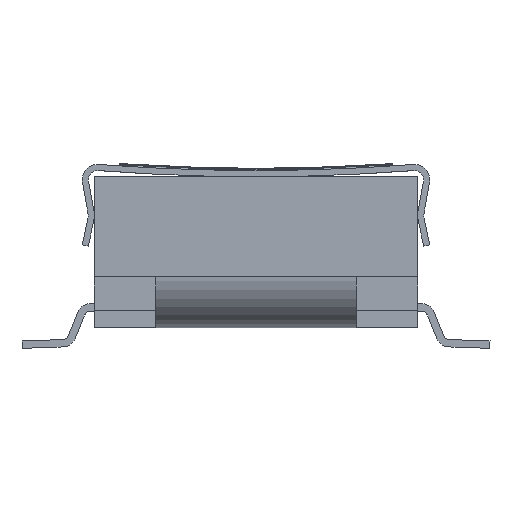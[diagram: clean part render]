
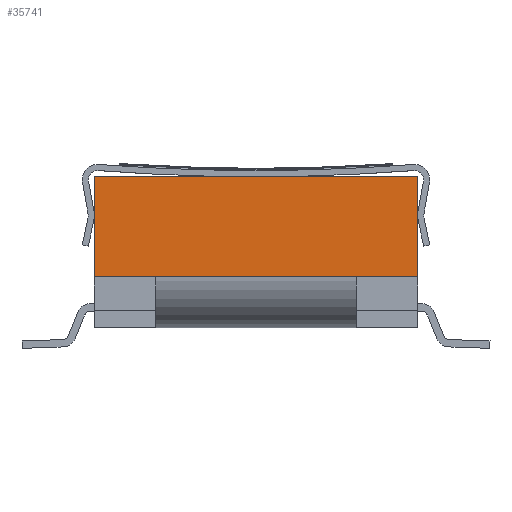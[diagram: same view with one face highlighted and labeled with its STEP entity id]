
A CAD part, front view. The second image highlights one B-rep face of the part: STEP entity #35741.
In plain terms, the highlighted planar face has unit normal (0, -1, 0).
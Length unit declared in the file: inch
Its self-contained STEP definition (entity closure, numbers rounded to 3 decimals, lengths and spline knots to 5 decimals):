
#852 = EDGE_CURVE ( 'NONE', #10659, #23017, #37007, .T. ) ;
#1069 = DIRECTION ( 'NONE',  ( 0., 0., -1. ) ) ;
#1764 = EDGE_CURVE ( 'NONE', #19074, #17068, #3549, .T. ) ;
#3549 = LINE ( 'NONE', #21265, #34072 ) ;
#4602 = VECTOR ( 'NONE', #23079, 39.37008 ) ;
#5886 = ORIENTED_EDGE ( 'NONE', *, *, #852, .T. ) ;
#10659 = VERTEX_POINT ( 'NONE', #10962 ) ;
#10962 = CARTESIAN_POINT ( 'NONE',  ( -0.3955, -0.455, 0.175 ) ) ;
#11080 = DIRECTION ( 'NONE',  ( 0., 1., 0. ) ) ;
#11500 = EDGE_CURVE ( 'NONE', #17068, #23017, #33642, .T. ) ;
#12901 = DIRECTION ( 'NONE',  ( 0., 0., -1. ) ) ;
#14190 = EDGE_LOOP ( 'NONE', ( #5886, #18480, #17811, #29273 ) ) ;
#14251 = VECTOR ( 'NONE', #1069, 39.37008 ) ;
#16855 = EDGE_CURVE ( 'NONE', #19074, #10659, #24320, .T. ) ;
#17068 = VERTEX_POINT ( 'NONE', #25818 ) ;
#17811 = ORIENTED_EDGE ( 'NONE', *, *, #1764, .F. ) ;
#18480 = ORIENTED_EDGE ( 'NONE', *, *, #11500, .F. ) ;
#19006 = CARTESIAN_POINT ( 'NONE',  ( -0.3955, -0.455, 0.42 ) ) ;
#19074 = VERTEX_POINT ( 'NONE', #22112 ) ;
#19105 = CARTESIAN_POINT ( 'NONE',  ( -0.3955, -0.455, 0.42 ) ) ;
#19197 = FACE_OUTER_BOUND ( 'NONE', #14190, .T. ) ;
#21265 = CARTESIAN_POINT ( 'NONE',  ( -0.3955, -0.455, 0.42 ) ) ;
#22112 = CARTESIAN_POINT ( 'NONE',  ( -0.3955, -0.455, 0.42 ) ) ;
#22670 = PLANE ( 'NONE',  #29386 ) ;
#23017 = VERTEX_POINT ( 'NONE', #24638 ) ;
#23079 = DIRECTION ( 'NONE',  ( 1., 0., 0. ) ) ;
#24320 = LINE ( 'NONE', #19105, #14251 ) ;
#24638 = CARTESIAN_POINT ( 'NONE',  ( 0.3955, -0.455, 0.175 ) ) ;
#25818 = CARTESIAN_POINT ( 'NONE',  ( 0.3955, -0.455, 0.42 ) ) ;
#29273 = ORIENTED_EDGE ( 'NONE', *, *, #16855, .T. ) ;
#29386 = AXIS2_PLACEMENT_3D ( 'NONE', #19006, #11080, #34278 ) ;
#30777 = CARTESIAN_POINT ( 'NONE',  ( 0.3955, -0.455, 0.42 ) ) ;
#32906 = DIRECTION ( 'NONE',  ( 1., 0., 0. ) ) ;
#33642 = LINE ( 'NONE', #30777, #33721 ) ;
#33721 = VECTOR ( 'NONE', #12901, 39.37008 ) ;
#34072 = VECTOR ( 'NONE', #32906, 39.37008 ) ;
#34278 = DIRECTION ( 'NONE',  ( 0., 0., 1. ) ) ;
#35741 = ADVANCED_FACE ( 'NONE', ( #19197 ), #22670, .F. ) ;
#37007 = LINE ( 'NONE', #37380, #4602 ) ;
#37380 = CARTESIAN_POINT ( 'NONE',  ( -0.3955, -0.455, 0.175 ) ) ;
